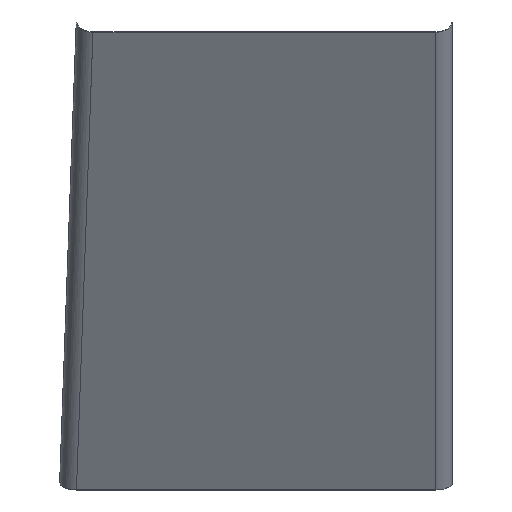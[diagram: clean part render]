
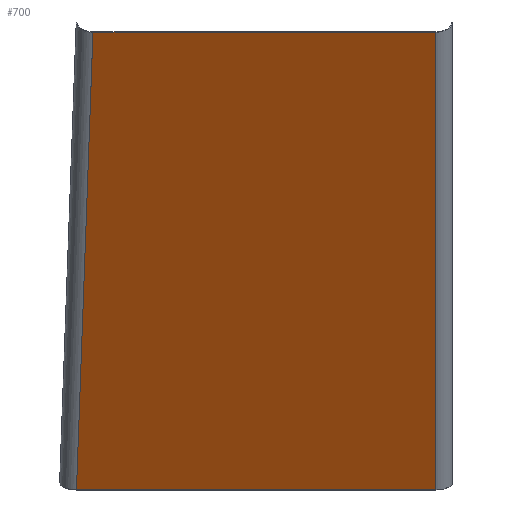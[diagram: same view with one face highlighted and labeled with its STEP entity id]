
A CAD part, left-side view. The second image highlights one B-rep face of the part: STEP entity #700.
In plain terms, the highlighted planar face has unit normal (-0.851, 0, -0.526).
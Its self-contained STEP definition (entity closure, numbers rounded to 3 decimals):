
#44 = PLANE('',#45);
#45 = AXIS2_PLACEMENT_3D('',#46,#47,#48);
#46 = CARTESIAN_POINT('',(1273.766,0.,-2617.173));
#47 = DIRECTION('',(0.438,0.,-0.899));
#48 = DIRECTION('',(0.,-1.,0.));
#98 = PLANE('',#99);
#99 = AXIS2_PLACEMENT_3D('',#100,#101,#102);
#100 = CARTESIAN_POINT('',(2185.894,0.,-2850.41));
#101 = DIRECTION('',(0.609,0.,-0.794));
#102 = DIRECTION('',(0.,-1.,0.));
#124 = CYLINDRICAL_SURFACE('',#125,50.);
#125 = AXIS2_PLACEMENT_3D('',#126,#127,#128);
#126 = CARTESIAN_POINT('',(10972.624,520.074,
    3879.716));
#127 = DIRECTION('',(0.525,0.031,-0.85));
#128 = DIRECTION('',(-0.058,0.998,
    0.));
#312 = VERTEX_POINT('',#313);
#313 = CARTESIAN_POINT('',(11771.496,-500.,2492.023)
  );
#332 = CYLINDRICAL_SURFACE('',#333,50.);
#333 = AXIS2_PLACEMENT_3D('',#334,#335,#336);
#334 = CARTESIAN_POINT('',(11814.028,-500.,2518.309)
  );
#335 = DIRECTION('',(-0.526,0.,0.851));
#336 = DIRECTION('',(-0.851,0.,-0.526));
#350 = EDGE_CURVE('',#312,#351,#353,.T.);
#351 = VERTEX_POINT('',#352);
#352 = CARTESIAN_POINT('',(11771.496,569.08,
    2492.023));
#353 = SURFACE_CURVE('',#354,(#358,#365),.PCURVE_S1.);
#354 = LINE('',#355,#356);
#355 = CARTESIAN_POINT('',(11771.496,0.,2492.023));
#356 = VECTOR('',#357,1.);
#357 = DIRECTION('',(-0.,1.,0.));
#358 = PCURVE('',#44,#359);
#359 = DEFINITIONAL_REPRESENTATION('',(#360),#364);
#360 = LINE('',#361,#362);
#361 = CARTESIAN_POINT('',(0.,-11675.025));
#362 = VECTOR('',#363,1.);
#363 = DIRECTION('',(-1.,0.));
#364 = ( GEOMETRIC_REPRESENTATION_CONTEXT(2) 
PARAMETRIC_REPRESENTATION_CONTEXT() REPRESENTATION_CONTEXT('2D SPACE',''
  ) );
#365 = PCURVE('',#366,#371);
#366 = PLANE('',#367);
#367 = AXIS2_PLACEMENT_3D('',#368,#369,#370);
#368 = CARTESIAN_POINT('',(9632.356,0.,5953.186));
#369 = DIRECTION('',(0.851,0.,0.526));
#370 = DIRECTION('',(0.,-1.,0.));
#371 = DEFINITIONAL_REPRESENTATION('',(#372),#376);
#372 = LINE('',#373,#374);
#373 = CARTESIAN_POINT('',(0.,4068.854));
#374 = VECTOR('',#375,1.);
#375 = DIRECTION('',(-1.,0.));
#376 = ( GEOMETRIC_REPRESENTATION_CONTEXT(2) 
PARAMETRIC_REPRESENTATION_CONTEXT() REPRESENTATION_CONTEXT('2D SPACE',''
  ) );
#414 = VERTEX_POINT('',#415);
#415 = CARTESIAN_POINT('',(10929.326,520.03,
    3854.668));
#447 = EDGE_CURVE('',#414,#351,#448,.T.);
#448 = SURFACE_CURVE('',#449,(#453,#460),.PCURVE_S1.);
#449 = LINE('',#450,#451);
#450 = CARTESIAN_POINT('',(10930.091,520.074,
    3853.429));
#451 = VECTOR('',#452,1.);
#452 = DIRECTION('',(0.525,0.031,-0.85));
#453 = PCURVE('',#124,#454);
#454 = DEFINITIONAL_REPRESENTATION('',(#455),#459);
#455 = LINE('',#456,#457);
#456 = CARTESIAN_POINT('',(-1.521,0.));
#457 = VECTOR('',#458,1.);
#458 = DIRECTION('',(-0.,1.));
#459 = ( GEOMETRIC_REPRESENTATION_CONTEXT(2) 
PARAMETRIC_REPRESENTATION_CONTEXT() REPRESENTATION_CONTEXT('2D SPACE',''
  ) );
#460 = PCURVE('',#366,#461);
#461 = DEFINITIONAL_REPRESENTATION('',(#462),#466);
#462 = LINE('',#463,#464);
#463 = CARTESIAN_POINT('',(-520.074,2468.42));
#464 = VECTOR('',#465,1.);
#465 = DIRECTION('',(-0.031,1.));
#466 = ( GEOMETRIC_REPRESENTATION_CONTEXT(2) 
PARAMETRIC_REPRESENTATION_CONTEXT() REPRESENTATION_CONTEXT('2D SPACE',''
  ) );
#497 = VERTEX_POINT('',#498);
#498 = CARTESIAN_POINT('',(10929.326,-500.,3854.668)
  );
#530 = EDGE_CURVE('',#497,#414,#531,.T.);
#531 = SURFACE_CURVE('',#532,(#536,#543),.PCURVE_S1.);
#532 = LINE('',#533,#534);
#533 = CARTESIAN_POINT('',(10929.326,0.,3854.668));
#534 = VECTOR('',#535,1.);
#535 = DIRECTION('',(-0.,1.,0.));
#536 = PCURVE('',#98,#537);
#537 = DEFINITIONAL_REPRESENTATION('',(#538),#542);
#538 = LINE('',#539,#540);
#539 = CARTESIAN_POINT('',(0.,-11018.424));
#540 = VECTOR('',#541,1.);
#541 = DIRECTION('',(-1.,0.));
#542 = ( GEOMETRIC_REPRESENTATION_CONTEXT(2) 
PARAMETRIC_REPRESENTATION_CONTEXT() REPRESENTATION_CONTEXT('2D SPACE',''
  ) );
#543 = PCURVE('',#366,#544);
#544 = DEFINITIONAL_REPRESENTATION('',(#545),#549);
#545 = LINE('',#546,#547);
#546 = CARTESIAN_POINT('',(0.,2466.963));
#547 = VECTOR('',#548,1.);
#548 = DIRECTION('',(-1.,0.));
#549 = ( GEOMETRIC_REPRESENTATION_CONTEXT(2) 
PARAMETRIC_REPRESENTATION_CONTEXT() REPRESENTATION_CONTEXT('2D SPACE',''
  ) );
#700 = ADVANCED_FACE('',(#701),#366,.F.);
#701 = FACE_BOUND('',#702,.F.);
#702 = EDGE_LOOP('',(#703,#704,#725,#726));
#703 = ORIENTED_EDGE('',*,*,#530,.F.);
#704 = ORIENTED_EDGE('',*,*,#705,.F.);
#705 = EDGE_CURVE('',#312,#497,#706,.T.);
#706 = SURFACE_CURVE('',#707,(#711,#718),.PCURVE_S1.);
#707 = LINE('',#708,#709);
#708 = CARTESIAN_POINT('',(11771.496,-500.,2492.023)
  );
#709 = VECTOR('',#710,1.);
#710 = DIRECTION('',(-0.526,0.,0.851));
#711 = PCURVE('',#366,#712);
#712 = DEFINITIONAL_REPRESENTATION('',(#713),#717);
#713 = LINE('',#714,#715);
#714 = CARTESIAN_POINT('',(500.,4068.854));
#715 = VECTOR('',#716,1.);
#716 = DIRECTION('',(0.,-1.));
#717 = ( GEOMETRIC_REPRESENTATION_CONTEXT(2) 
PARAMETRIC_REPRESENTATION_CONTEXT() REPRESENTATION_CONTEXT('2D SPACE',''
  ) );
#718 = PCURVE('',#332,#719);
#719 = DEFINITIONAL_REPRESENTATION('',(#720),#724);
#720 = LINE('',#721,#722);
#721 = CARTESIAN_POINT('',(0.,0.));
#722 = VECTOR('',#723,1.);
#723 = DIRECTION('',(0.,1.));
#724 = ( GEOMETRIC_REPRESENTATION_CONTEXT(2) 
PARAMETRIC_REPRESENTATION_CONTEXT() REPRESENTATION_CONTEXT('2D SPACE',''
  ) );
#725 = ORIENTED_EDGE('',*,*,#350,.T.);
#726 = ORIENTED_EDGE('',*,*,#447,.F.);
